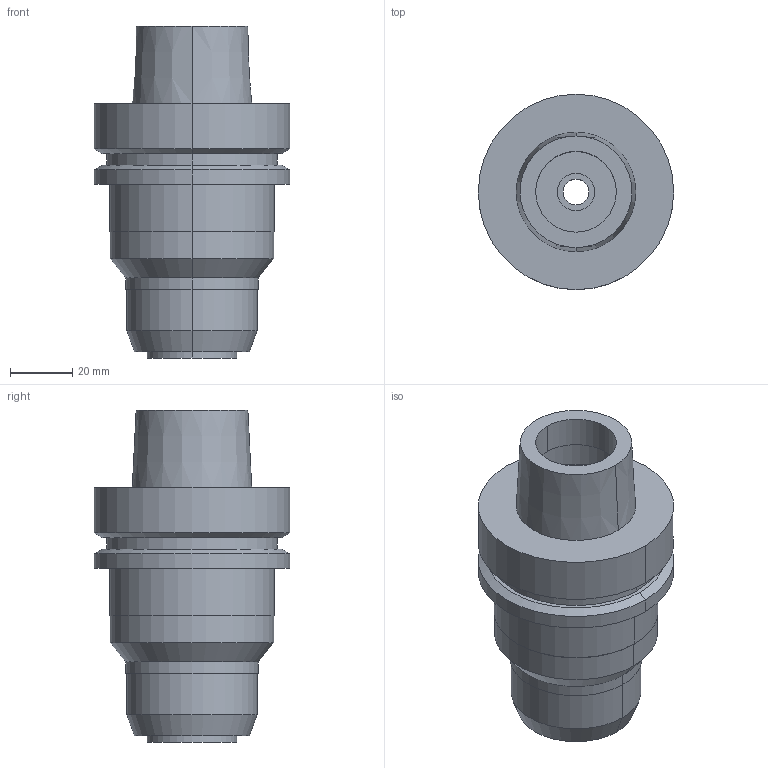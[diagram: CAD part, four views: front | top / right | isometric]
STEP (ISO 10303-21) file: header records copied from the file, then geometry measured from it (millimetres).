
FILE_DESCRIPTION((''),'2;1');
FILE_NAME('HSK-F63-MEGA16DS-80A','2018-02-27T',('ykawabe'),(''),'CREO PARAMETRIC BY PTC INC, 2016380','CREO PARAMETRIC BY PTC INC, 2016380','');
FILE_SCHEMA(('AUTOMOTIVE_DESIGN { 1 0 10303 214 1 1 1 1 }'));
Length unit declared in the file: millimetre
Products named in the file (1): HSK-F63-MEGA16DS-80A
Bounding box: 63 x 63 x 107 mm (x, y, z)
Volume: 167287.6 mm3; surface area: 29144.6 mm2
Topology: 1 solids, 1 shells, 56 faces, 112 edges, 68 vertices
Faces by surface type: cylinder 30, cone 12, plane 12, torus 2
Entity records: 1943 total; most frequent: DIRECTION 304, CARTESIAN_POINT 243, ORIENTED_EDGE 224, AXIS2_PLACEMENT_3D 131, PRESENTATION_STYLE_ASSIGNMENT 117, STYLED_ITEM 117, CURVE_STYLE 116, EDGE_CURVE 112
